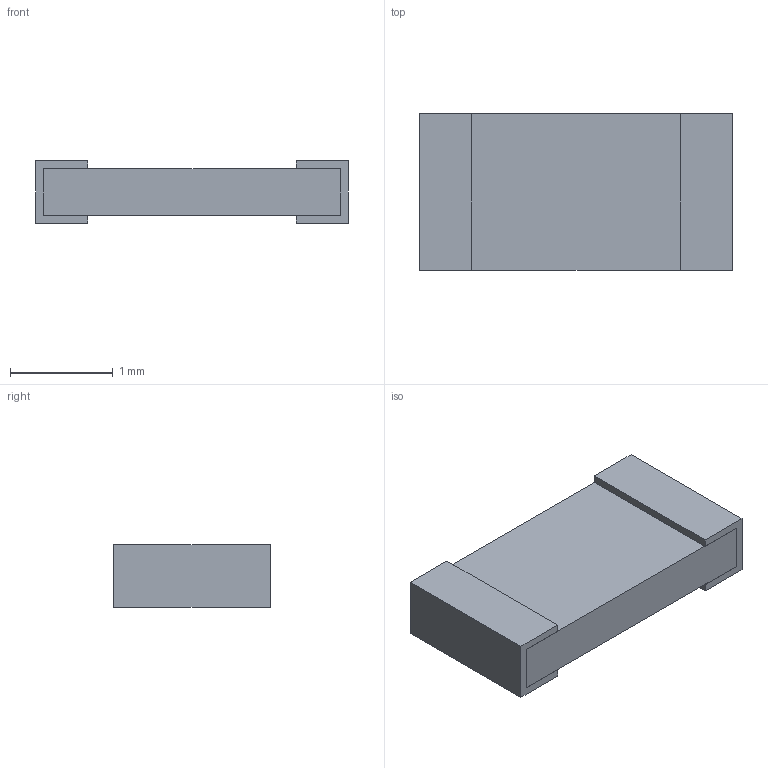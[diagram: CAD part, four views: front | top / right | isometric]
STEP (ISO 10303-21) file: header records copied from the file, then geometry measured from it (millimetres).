
FILE_DESCRIPTION (( 'STEP AP214' ), '1' );
FILE_NAME ('1206.STEP', '2009-02-17T06:23:14', ( 'Nemo D.B' ), ( '' ), 'SwSTEP 2.0', 'SolidWorks 2008', '' );
FILE_SCHEMA (( 'AUTOMOTIVE_DESIGN' ));
Length unit declared in the file: inch
Products named in the file (1): 1206
Bounding box: 3.05 x 1.53 x 0.61 mm (x, y, z)
Volume: 2.4 mm3; surface area: 14.7 mm2
Topology: 1 solids, 1 shells, 30 faces, 76 edges, 48 vertices
Faces by surface type: plane 30
Entity records: 955 total; most frequent: CARTESIAN_POINT 155, ORIENTED_EDGE 152, DIRECTION 138, EDGE_CURVE 76, VECTOR 76, LINE 76, VERTEX_POINT 48, AXIS2_PLACEMENT_3D 31
